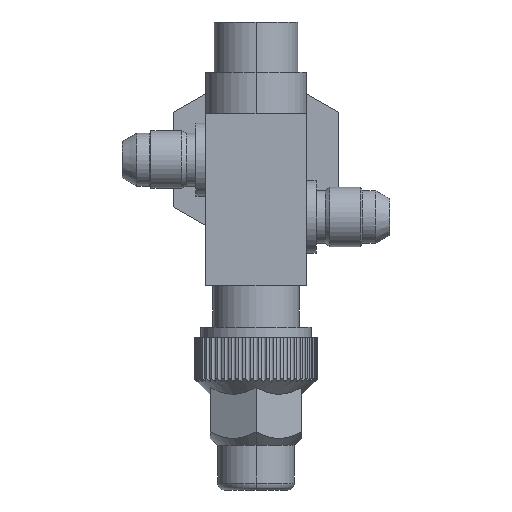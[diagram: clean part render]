
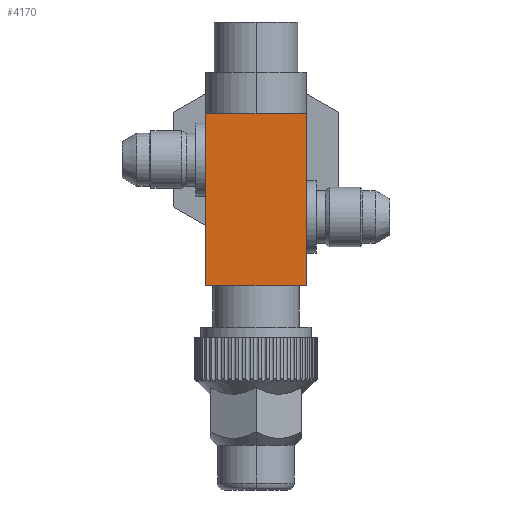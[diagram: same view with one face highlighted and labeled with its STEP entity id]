
A CAD part, left-side view. The second image highlights one B-rep face of the part: STEP entity #4170.
In plain terms, the highlighted planar face has unit normal (-1, 0, 0).
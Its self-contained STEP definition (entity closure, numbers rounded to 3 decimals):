
#177=DIRECTION('',(0.,0.,1.));
#178=VECTOR('',#177,37.5);
#179=CARTESIAN_POINT('',(-11.,-11.,-18.75));
#180=LINE('',#179,#178);
#200=DIRECTION('',(0.,1.,0.));
#201=VECTOR('',#200,11.);
#202=CARTESIAN_POINT('',(-11.,0.,18.75));
#203=LINE('',#202,#201);
#208=DIRECTION('',(0.,0.,-1.));
#209=VECTOR('',#208,37.5);
#210=CARTESIAN_POINT('',(-11.,11.,18.75));
#211=LINE('',#210,#209);
#226=DIRECTION('',(0.,-1.,0.));
#227=VECTOR('',#226,22.);
#228=CARTESIAN_POINT('',(-11.,11.,-18.75));
#229=LINE('',#228,#227);
#3058=DIRECTION('',(0.,1.,0.));
#3059=VECTOR('',#3058,11.);
#3060=CARTESIAN_POINT('',(-11.,-11.,18.75));
#3061=LINE('',#3060,#3059);
#3185=CARTESIAN_POINT('',(-11.,0.,18.75));
#3187=VERTEX_POINT('',#3185);
#3188=CARTESIAN_POINT('',(-11.,11.,18.75));
#3189=VERTEX_POINT('',#3188);
#3192=CARTESIAN_POINT('',(-11.,-11.,18.75));
#3193=VERTEX_POINT('',#3192);
#3224=CARTESIAN_POINT('',(-11.,-11.,-18.75));
#3225=VERTEX_POINT('',#3224);
#3226=CARTESIAN_POINT('',(-11.,11.,-18.75));
#3227=VERTEX_POINT('',#3226);
#4154=CARTESIAN_POINT('',(-11.,11.,18.75));
#4155=DIRECTION('',(1.,0.,0.));
#4156=DIRECTION('',(0.,0.,-1.));
#4157=AXIS2_PLACEMENT_3D('',#4154,#4155,#4156);
#4158=PLANE('',#4157);
#4160=ORIENTED_EDGE('',*,*,#4159,.F.);
#4162=ORIENTED_EDGE('',*,*,#4161,.F.);
#4163=ORIENTED_EDGE('',*,*,#4137,.F.);
#4165=ORIENTED_EDGE('',*,*,#4164,.F.);
#4167=ORIENTED_EDGE('',*,*,#4166,.F.);
#4168=EDGE_LOOP('',(#4160,#4162,#4163,#4165,#4167));
#4169=FACE_OUTER_BOUND('',#4168,.F.);
#4170=ADVANCED_FACE('',(#4169),#4158,.F.);
#4137=EDGE_CURVE('',#3225,#3193,#180,.T.);
#4159=EDGE_CURVE('',#3187,#3189,#203,.T.);
#4161=EDGE_CURVE('',#3193,#3187,#3061,.T.);
#4164=EDGE_CURVE('',#3227,#3225,#229,.T.);
#4166=EDGE_CURVE('',#3189,#3227,#211,.T.);
